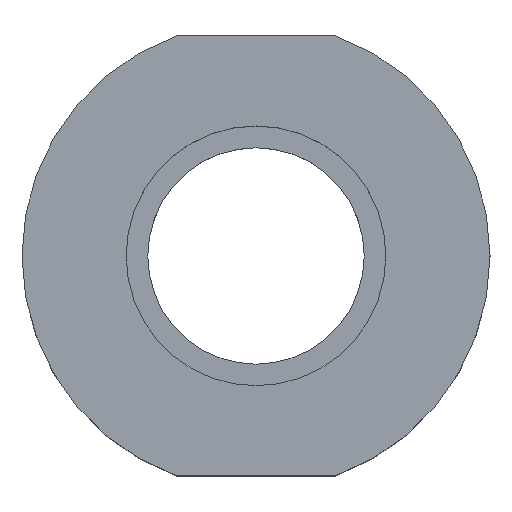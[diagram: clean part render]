
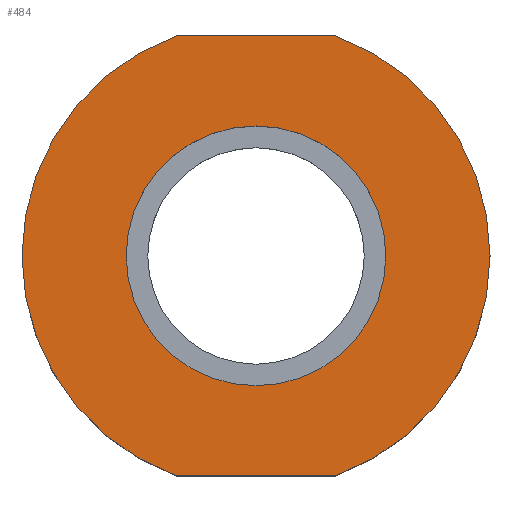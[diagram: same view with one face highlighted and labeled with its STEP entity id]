
A CAD part, top view. The second image highlights one B-rep face of the part: STEP entity #484.
In plain terms, the highlighted planar face has unit normal (0, 0, 1).
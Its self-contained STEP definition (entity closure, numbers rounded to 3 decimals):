
#25 = CARTESIAN_POINT ( 'NONE',  ( 0., 0., 7.5 ) ) ;
#34 = CIRCLE ( 'NONE', #787, 11.1 ) ;
#37 = EDGE_CURVE ( 'NONE', #163, #637, #34, .T. ) ;
#42 = DIRECTION ( 'NONE',  ( -1., 0., 0. ) ) ;
#55 = DIRECTION ( 'NONE',  ( 0., 0., -1. ) ) ;
#76 = AXIS2_PLACEMENT_3D ( 'NONE', #355, #55, #42 ) ;
#110 = CARTESIAN_POINT ( 'NONE',  ( 0., 0., 7.5 ) ) ;
#127 = DIRECTION ( 'NONE',  ( -1., 0., 0. ) ) ;
#135 = ORIENTED_EDGE ( 'NONE', *, *, #401, .F. ) ;
#136 = PLANE ( 'NONE',  #230 ) ;
#163 = VERTEX_POINT ( 'NONE', #170 ) ;
#170 = CARTESIAN_POINT ( 'NONE',  ( 11.1, 0., 7.5 ) ) ;
#177 = DIRECTION ( 'NONE',  ( 0., 0., -1. ) ) ;
#181 = VERTEX_POINT ( 'NONE', #233 ) ;
#196 = CARTESIAN_POINT ( 'NONE',  ( -20., 0., 7.5 ) ) ;
#204 = EDGE_LOOP ( 'NONE', ( #951, #483, #718, #135, #852 ) ) ;
#230 = AXIS2_PLACEMENT_3D ( 'NONE', #508, #368, #878 ) ;
#231 = CIRCLE ( 'NONE', #542, 20. ) ;
#233 = CARTESIAN_POINT ( 'NONE',  ( -6.823, 18.8, 7.5 ) ) ;
#252 = ORIENTED_EDGE ( 'NONE', *, *, #37, .T. ) ;
#271 = CARTESIAN_POINT ( 'NONE',  ( 6.823, -18.8, 7.5 ) ) ;
#275 = FACE_BOUND ( 'NONE', #520, .T. ) ;
#291 = CARTESIAN_POINT ( 'NONE',  ( 0., 0., 7.5 ) ) ;
#303 = EDGE_CURVE ( 'NONE', #778, #910, #231, .T. ) ;
#355 = CARTESIAN_POINT ( 'NONE',  ( 0., 0., 7.5 ) ) ;
#368 = DIRECTION ( 'NONE',  ( 0., 0., -1. ) ) ;
#392 = DIRECTION ( 'NONE',  ( -1., 0., 0. ) ) ;
#401 = EDGE_CURVE ( 'NONE', #181, #409, #491, .T. ) ;
#403 = CARTESIAN_POINT ( 'NONE',  ( 0., 0., 7.5 ) ) ;
#409 = VERTEX_POINT ( 'NONE', #843 ) ;
#483 = ORIENTED_EDGE ( 'NONE', *, *, #788, .F. ) ;
#484 = ADVANCED_FACE ( 'NONE', ( #876, #275 ), #136, .F. ) ;
#491 = LINE ( 'NONE', #904, #943 ) ;
#508 = CARTESIAN_POINT ( 'NONE',  ( 20., 0., 7.5 ) ) ;
#516 = DIRECTION ( 'NONE',  ( -1., 0., 0. ) ) ;
#520 = EDGE_LOOP ( 'NONE', ( #658, #252 ) ) ;
#542 = AXIS2_PLACEMENT_3D ( 'NONE', #110, #926, #725 ) ;
#561 = DIRECTION ( 'NONE',  ( -1., 0., 0. ) ) ;
#583 = CARTESIAN_POINT ( 'NONE',  ( -33.152, -18.8, 7.5 ) ) ;
#625 = AXIS2_PLACEMENT_3D ( 'NONE', #25, #177, #392 ) ;
#637 = VERTEX_POINT ( 'NONE', #888 ) ;
#658 = ORIENTED_EDGE ( 'NONE', *, *, #699, .T. ) ;
#695 = DIRECTION ( 'NONE',  ( 1., 0., 0. ) ) ;
#699 = EDGE_CURVE ( 'NONE', #637, #163, #765, .T. ) ;
#714 = EDGE_CURVE ( 'NONE', #910, #181, #921, .T. ) ;
#718 = ORIENTED_EDGE ( 'NONE', *, *, #897, .F. ) ;
#719 = LINE ( 'NONE', #583, #747 ) ;
#725 = DIRECTION ( 'NONE',  ( -1., 0., 0. ) ) ;
#747 = VECTOR ( 'NONE', #127, 1000. ) ;
#765 = CIRCLE ( 'NONE', #625, 11.1 ) ;
#778 = VERTEX_POINT ( 'NONE', #835 ) ;
#787 = AXIS2_PLACEMENT_3D ( 'NONE', #291, #942, #516 ) ;
#788 = EDGE_CURVE ( 'NONE', #902, #778, #719, .T. ) ;
#812 = AXIS2_PLACEMENT_3D ( 'NONE', #403, #903, #561 ) ;
#835 = CARTESIAN_POINT ( 'NONE',  ( -6.823, -18.8, 7.5 ) ) ;
#843 = CARTESIAN_POINT ( 'NONE',  ( 6.823, 18.8, 7.5 ) ) ;
#852 = ORIENTED_EDGE ( 'NONE', *, *, #714, .F. ) ;
#876 = FACE_OUTER_BOUND ( 'NONE', #204, .T. ) ;
#878 = DIRECTION ( 'NONE',  ( -1., 0., 0. ) ) ;
#888 = CARTESIAN_POINT ( 'NONE',  ( -11.1, 0., 7.5 ) ) ;
#897 = EDGE_CURVE ( 'NONE', #409, #902, #930, .T. ) ;
#902 = VERTEX_POINT ( 'NONE', #271 ) ;
#903 = DIRECTION ( 'NONE',  ( 0., 0., -1. ) ) ;
#904 = CARTESIAN_POINT ( 'NONE',  ( -33.152, 18.8, 7.5 ) ) ;
#910 = VERTEX_POINT ( 'NONE', #196 ) ;
#921 = CIRCLE ( 'NONE', #812, 20. ) ;
#926 = DIRECTION ( 'NONE',  ( 0., 0., -1. ) ) ;
#930 = CIRCLE ( 'NONE', #76, 20. ) ;
#942 = DIRECTION ( 'NONE',  ( 0., 0., -1. ) ) ;
#943 = VECTOR ( 'NONE', #695, 1000. ) ;
#951 = ORIENTED_EDGE ( 'NONE', *, *, #303, .F. ) ;
